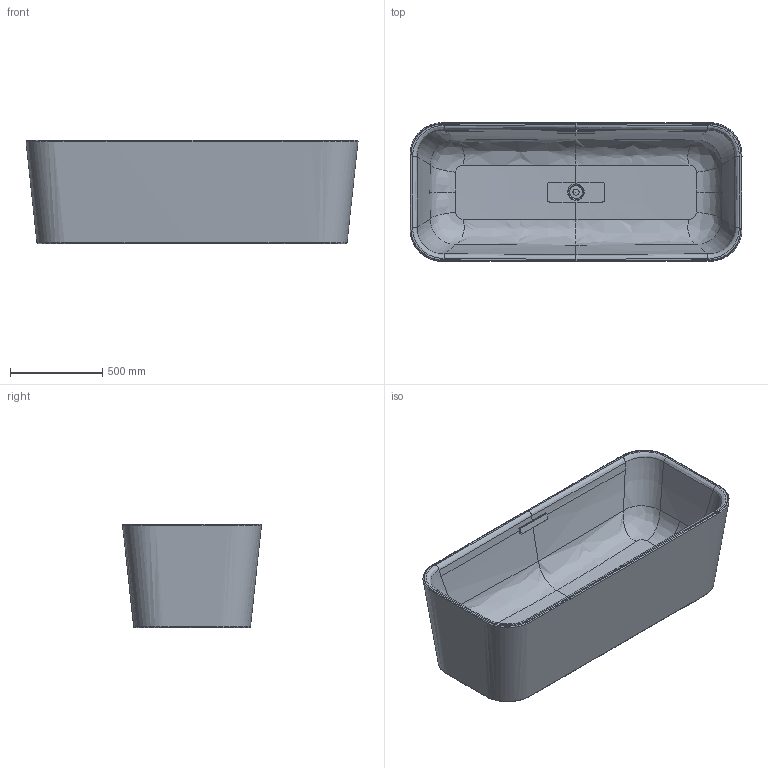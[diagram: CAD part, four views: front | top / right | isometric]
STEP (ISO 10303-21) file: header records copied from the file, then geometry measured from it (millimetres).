
FILE_DESCRIPTION((' '),'2;1');
FILE_NAME( '19396bf0ebe333c3.stp', '2024-12-05T13:15:23', (' '), ('--- Datakit www.datakit.com---'), ' Datakit CrossCadWare V2022.3 Jun 15 2022', 'DATAKIT 2024 (c)', ' ');
FILE_SCHEMA(('CONFIG_CONTROL_DESIGN'));
Length unit declared in the file: millimetre
Products named in the file (1): 19396bdf9b7dfdc3
Bounding box: 1803.98 x 754.96 x 560 mm (x, y, z)
Volume: 270360619.3 mm3; surface area: 6178603.9 mm2
Topology: 3 solids, 3 shells, 113 faces, 270 edges, 165 vertices
Faces by surface type: bspline 60, plane 21, cylinder 17, torus 11, sphere 3, cone 1
Full cylindrical faces by diameter (mm): 33 x1
Entity records: 56139 total; most frequent: CARTESIAN_POINT 54046, ORIENTED_EDGE 516, EDGE_CURVE 258, DIRECTION 256, B_SPLINE_CURVE_WITH_KNOTS 171, VERTEX_POINT 162, EDGE_LOOP 124, FACE_OUTER_BOUND 113
